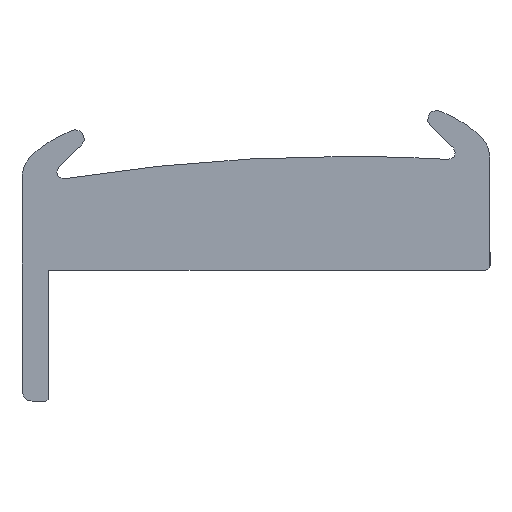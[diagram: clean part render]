
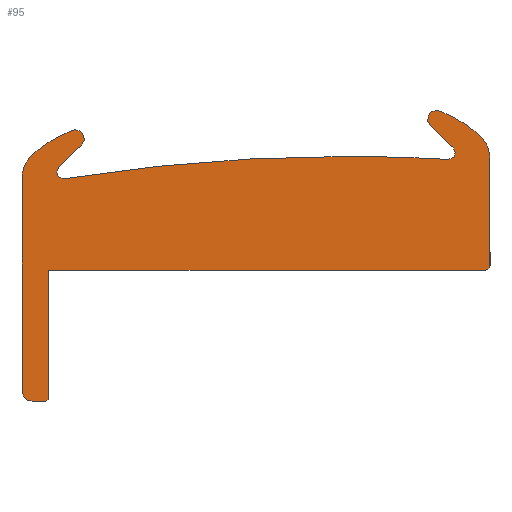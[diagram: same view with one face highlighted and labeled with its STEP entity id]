
A CAD part, left-side view. The second image highlights one B-rep face of the part: STEP entity #95.
In plain terms, the highlighted planar face has unit normal (-1, 0, 0).
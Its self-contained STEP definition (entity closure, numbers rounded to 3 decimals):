
#95=ADVANCED_FACE('',(#187),#188,.F.);
#187=FACE_OUTER_BOUND('',#273,.T.);
#188=PLANE('',#274);
#273=EDGE_LOOP('',(#483,#484,#485,#486,#487,#488,#489,#490,#491,#492,#493,#494,#495,#496,#497,#498,#499,#500,#501,#502,#503,#504,#505,#506));
#274=AXIS2_PLACEMENT_3D('',#507,#508,#509);
#483=ORIENTED_EDGE('',*,*,#614,.F.);
#484=ORIENTED_EDGE('',*,*,#611,.F.);
#485=ORIENTED_EDGE('',*,*,#627,.T.);
#486=ORIENTED_EDGE('',*,*,#605,.F.);
#487=ORIENTED_EDGE('',*,*,#601,.F.);
#488=ORIENTED_EDGE('',*,*,#597,.F.);
#489=ORIENTED_EDGE('',*,*,#593,.F.);
#490=ORIENTED_EDGE('',*,*,#539,.F.);
#491=ORIENTED_EDGE('',*,*,#590,.F.);
#492=ORIENTED_EDGE('',*,*,#561,.F.);
#493=ORIENTED_EDGE('',*,*,#559,.F.);
#494=ORIENTED_EDGE('',*,*,#587,.F.);
#495=ORIENTED_EDGE('',*,*,#544,.F.);
#496=ORIENTED_EDGE('',*,*,#565,.F.);
#497=ORIENTED_EDGE('',*,*,#554,.F.);
#498=ORIENTED_EDGE('',*,*,#584,.F.);
#499=ORIENTED_EDGE('',*,*,#580,.F.);
#500=ORIENTED_EDGE('',*,*,#549,.F.);
#501=ORIENTED_EDGE('',*,*,#577,.F.);
#502=ORIENTED_EDGE('',*,*,#573,.F.);
#503=ORIENTED_EDGE('',*,*,#570,.F.);
#504=ORIENTED_EDGE('',*,*,#628,.T.);
#505=ORIENTED_EDGE('',*,*,#620,.F.);
#506=ORIENTED_EDGE('',*,*,#629,.T.);
#507=CARTESIAN_POINT('',(0.,19.5,10.001));
#508=DIRECTION('',(1.0,0.0,0.0));
#509=DIRECTION('',(0.0,0.0,-1.0));
#539=EDGE_CURVE('',#640,#636,#642,.T.);
#544=EDGE_CURVE('',#649,#645,#651,.T.);
#549=EDGE_CURVE('',#658,#654,#660,.T.);
#554=EDGE_CURVE('',#667,#663,#669,.T.);
#559=EDGE_CURVE('',#676,#672,#678,.T.);
#561=EDGE_CURVE('',#672,#680,#681,.T.);
#565=EDGE_CURVE('',#663,#649,#686,.T.);
#570=EDGE_CURVE('',#692,#694,#695,.T.);
#573=EDGE_CURVE('',#694,#698,#699,.T.);
#577=EDGE_CURVE('',#698,#658,#704,.T.);
#580=EDGE_CURVE('',#654,#707,#708,.T.);
#584=EDGE_CURVE('',#707,#667,#713,.T.);
#587=EDGE_CURVE('',#645,#676,#716,.T.);
#590=EDGE_CURVE('',#680,#640,#719,.T.);
#593=EDGE_CURVE('',#636,#722,#723,.T.);
#597=EDGE_CURVE('',#722,#728,#729,.T.);
#601=EDGE_CURVE('',#728,#734,#735,.T.);
#605=EDGE_CURVE('',#734,#740,#741,.T.);
#611=EDGE_CURVE('',#749,#751,#752,.T.);
#614=EDGE_CURVE('',#751,#755,#756,.T.);
#620=EDGE_CURVE('',#764,#766,#767,.T.);
#627=EDGE_CURVE('',#749,#740,#774,.T.);
#628=EDGE_CURVE('',#692,#766,#775,.T.);
#629=EDGE_CURVE('',#764,#755,#776,.T.);
#636=VERTEX_POINT('',#783);
#640=VERTEX_POINT('',#788);
#642=CIRCLE('',#791,0.4);
#645=VERTEX_POINT('',#794);
#649=VERTEX_POINT('',#799);
#651=CIRCLE('',#802,80.0);
#654=VERTEX_POINT('',#805);
#658=VERTEX_POINT('',#810);
#660=CIRCLE('',#813,0.4);
#663=VERTEX_POINT('',#816);
#667=VERTEX_POINT('',#821);
#669=CIRCLE('',#824,0.3);
#672=VERTEX_POINT('',#827);
#676=VERTEX_POINT('',#832);
#678=CIRCLE('',#835,0.3);
#680=VERTEX_POINT('',#837);
#681=CIRCLE('',#838,0.3);
#686=CIRCLE('',#844,0.3);
#692=VERTEX_POINT('',#851);
#694=VERTEX_POINT('',#854);
#695=LINE('',#855,#856);
#698=VERTEX_POINT('',#860);
#699=CIRCLE('',#861,1.5);
#704=CIRCLE('',#867,6.0);
#707=VERTEX_POINT('',#870);
#708=CIRCLE('',#871,0.4);
#713=LINE('',#877,#878);
#716=CIRCLE('',#882,80.0);
#719=LINE('',#885,#886);
#722=VERTEX_POINT('',#890);
#723=CIRCLE('',#891,0.4);
#728=VERTEX_POINT('',#897);
#729=CIRCLE('',#898,6.0);
#734=VERTEX_POINT('',#904);
#735=CIRCLE('',#905,1.5);
#740=VERTEX_POINT('',#911);
#741=LINE('',#912,#913);
#749=VERTEX_POINT('',#924);
#751=VERTEX_POINT('',#927);
#752=LINE('',#928,#929);
#755=VERTEX_POINT('',#933);
#756=LINE('',#934,#935);
#764=VERTEX_POINT('',#946);
#766=VERTEX_POINT('',#949);
#767=LINE('',#950,#951);
#774=CIRCLE('',#959,0.2);
#775=CIRCLE('',#960,0.5);
#776=CIRCLE('',#961,0.2);
#783=CARTESIAN_POINT('',(0.,2.4,13.065));
#788=CARTESIAN_POINT('',(0.,2.677,12.377));
#791=AXIS2_PLACEMENT_3D('',#971,#972,#973);
#794=CARTESIAN_POINT('',(0.,6.5,11.));
#799=CARTESIAN_POINT('',(0.,19.103,10.001));
#802=AXIS2_PLACEMENT_3D('',#979,#980,#981);
#805=CARTESIAN_POINT('',(0.,18.6,12.197));
#810=CARTESIAN_POINT('',(0.,18.744,12.171));
#813=AXIS2_PLACEMENT_3D('',#987,#988,#989);
#816=CARTESIAN_POINT('',(0.,19.15,9.997));
#821=CARTESIAN_POINT('',(0.,19.358,10.514));
#824=AXIS2_PLACEMENT_3D('',#995,#996,#997);
#827=CARTESIAN_POINT('',(0.,1.85,10.865));
#832=CARTESIAN_POINT('',(0.,1.867,10.866));
#835=AXIS2_PLACEMENT_3D('',#1003,#1004,#1005);
#837=CARTESIAN_POINT('',(0.,1.642,11.381));
#838=AXIS2_PLACEMENT_3D('',#1006,#1007,#1008);
#844=AXIS2_PLACEMENT_3D('',#1013,#1014,#1015);
#851=CARTESIAN_POINT('',(0.,21.,0.5));
#854=CARTESIAN_POINT('',(0.,21.,10.001));
#855=CARTESIAN_POINT('',(0.,21.,0.));
#856=VECTOR('',#1021,1.0);
#860=CARTESIAN_POINT('',(0.,20.471,11.144));
#861=AXIS2_PLACEMENT_3D('',#1023,#1024,#1025);
#867=AXIS2_PLACEMENT_3D('',#1030,#1031,#1032);
#870=CARTESIAN_POINT('',(0.,18.323,11.509));
#871=AXIS2_PLACEMENT_3D('',#1036,#1037,#1038);
#877=CARTESIAN_POINT('',(0.,18.323,11.509));
#878=VECTOR('',#1043,1.0);
#882=AXIS2_PLACEMENT_3D('',#1045,#1046,#1047);
#885=CARTESIAN_POINT('',(0.,2.677,12.377));
#886=VECTOR('',#1051,1.0);
#890=CARTESIAN_POINT('',(0.,2.256,13.038));
#891=AXIS2_PLACEMENT_3D('',#1053,#1054,#1055);
#897=CARTESIAN_POINT('',(0.,0.526,12.007));
#898=AXIS2_PLACEMENT_3D('',#1060,#1061,#1062);
#904=CARTESIAN_POINT('',(0.,0.,10.866));
#905=AXIS2_PLACEMENT_3D('',#1067,#1068,#1069);
#911=CARTESIAN_POINT('',(0.,0.,6.1));
#912=CARTESIAN_POINT('',(0.,0.,5.9));
#913=VECTOR('',#1074,1.0);
#924=CARTESIAN_POINT('',(0.,0.2,5.9));
#927=CARTESIAN_POINT('',(0.,19.8,5.9));
#928=CARTESIAN_POINT('',(0.,1.2,5.9));
#929=VECTOR('',#1079,1.0);
#933=CARTESIAN_POINT('',(0.,19.8,0.2));
#934=CARTESIAN_POINT('',(0.,19.8,0.));
#935=VECTOR('',#1081,1.0);
#946=CARTESIAN_POINT('',(0.,20.,0.));
#949=CARTESIAN_POINT('',(0.,20.5,0.));
#950=CARTESIAN_POINT('',(0.,19.8,0.));
#951=VECTOR('',#1086,1.0);
#959=AXIS2_PLACEMENT_3D('',#1097,#1098,#1099);
#960=AXIS2_PLACEMENT_3D('',#1100,#1101,#1102);
#961=AXIS2_PLACEMENT_3D('',#1103,#1104,#1105);
#971=CARTESIAN_POINT('',(0.,2.4,12.665));
#972=DIRECTION('',(1.0,0.0,0.0));
#973=DIRECTION('',(0.0,0.,-1.0));
#979=CARTESIAN_POINT('',(0.,6.5,-69.));
#980=DIRECTION('',(1.0,0.0,-0.0));
#981=DIRECTION('',(0.0,0.,1.0));
#987=CARTESIAN_POINT('',(0.,18.6,11.797));
#988=DIRECTION('',(1.0,0.0,-0.0));
#989=DIRECTION('',(0.0,0.0,1.0));
#995=CARTESIAN_POINT('',(0.,19.15,10.297));
#996=DIRECTION('',(-1.0,0.0,0.0));
#997=DIRECTION('',(0.0,0.0,1.0));
#1003=CARTESIAN_POINT('',(0.,1.85,11.165));
#1004=DIRECTION('',(-1.0,0.0,0.0));
#1005=DIRECTION('',(0.0,0.0,1.0));
#1006=CARTESIAN_POINT('',(0.,1.85,11.165));
#1007=DIRECTION('',(-1.0,0.0,0.0));
#1008=DIRECTION('',(0.0,0.0,1.0));
#1013=CARTESIAN_POINT('',(0.,19.15,10.297));
#1014=DIRECTION('',(-1.0,0.0,0.0));
#1015=DIRECTION('',(0.0,0.0,1.0));
#1021=DIRECTION('',(0.0,0.,1.0));
#1023=CARTESIAN_POINT('',(0.,19.5,10.001));
#1024=DIRECTION('',(1.0,0.0,-0.0));
#1025=DIRECTION('',(0.0,0.,1.0));
#1030=CARTESIAN_POINT('',(0.,16.586,6.572));
#1031=DIRECTION('',(1.0,0.0,0.0));
#1032=DIRECTION('',(0.0,0.,-1.0));
#1036=CARTESIAN_POINT('',(0.,18.6,11.797));
#1037=DIRECTION('',(1.0,0.0,-0.0));
#1038=DIRECTION('',(0.0,0.0,1.0));
#1043=DIRECTION('',(0.0,0.721,-0.693));
#1045=CARTESIAN_POINT('',(0.,6.5,-69.));
#1046=DIRECTION('',(1.0,0.0,-0.0));
#1047=DIRECTION('',(0.0,0.,1.0));
#1051=DIRECTION('',(0.0,0.721,0.693));
#1053=CARTESIAN_POINT('',(0.,2.4,12.665));
#1054=DIRECTION('',(1.0,0.0,0.0));
#1055=DIRECTION('',(0.0,0.,-1.0));
#1060=CARTESIAN_POINT('',(0.,4.421,7.443));
#1061=DIRECTION('',(1.0,0.0,-0.0));
#1062=DIRECTION('',(0.0,0.,1.0));
#1067=CARTESIAN_POINT('',(0.,1.5,10.866));
#1068=DIRECTION('',(1.0,0.0,0.0));
#1069=DIRECTION('',(0.0,0.,-1.0));
#1074=DIRECTION('',(0.0,0.,-1.0));
#1079=DIRECTION('',(0.0,1.0,0.));
#1081=DIRECTION('',(0.0,0.,-1.0));
#1086=DIRECTION('',(0.0,1.0,0.));
#1097=CARTESIAN_POINT('',(0.,0.2,6.1));
#1098=DIRECTION('',(-1.0,0.0,0.0));
#1099=DIRECTION('',(0.0,0.0,1.0));
#1100=CARTESIAN_POINT('',(0.,20.5,0.5));
#1101=DIRECTION('',(-1.0,0.0,0.0));
#1102=DIRECTION('',(0.0,0.0,1.0));
#1103=CARTESIAN_POINT('',(0.,20.,0.2));
#1104=DIRECTION('',(-1.0,0.0,0.0));
#1105=DIRECTION('',(0.0,0.0,1.0));
